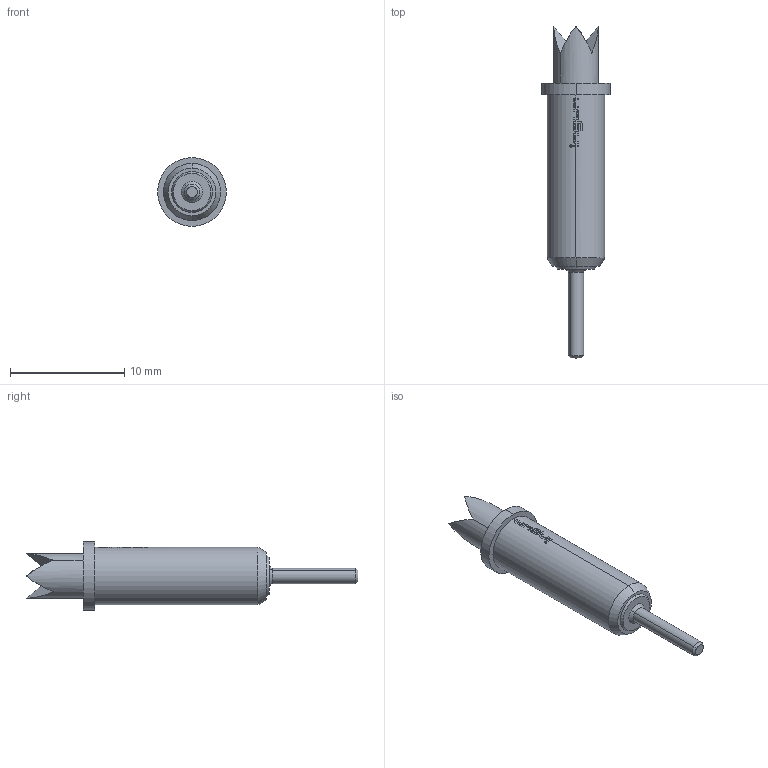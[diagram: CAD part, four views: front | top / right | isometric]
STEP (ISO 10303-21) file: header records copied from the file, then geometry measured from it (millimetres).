
FILE_DESCRIPTION (( 'STEP AP203' ), '1' );
FILE_NAME ('INGUN_GKS-364_204_400_N_xx01.STEP', '2022-01-31T08:02:32', ( 'ochi' ), ( '' ), 'SwSTEP 2.0', 'SolidWorks 2018', '' );
FILE_SCHEMA (( 'CONFIG_CONTROL_DESIGN' ));
Length unit declared in the file: millimetre
Products named in the file (1): INGUN_GKS-364_204_400_N_xx01
Bounding box: 6 x 29 x 6 mm (x, y, z)
Volume: 375 mm3; surface area: 398.4 mm2
Topology: 1 solids, 1 shells, 110 faces, 296 edges, 193 vertices
Faces by surface type: bspline 38, plane 37, cylinder 27, cone 8
Entity records: 4522 total; most frequent: CARTESIAN_POINT 2247, ORIENTED_EDGE 592, EDGE_CURVE 296, DIRECTION 236, B_SPLINE_CURVE_WITH_KNOTS 222, VERTEX_POINT 193, EDGE_LOOP 115, ADVANCED_FACE 110
